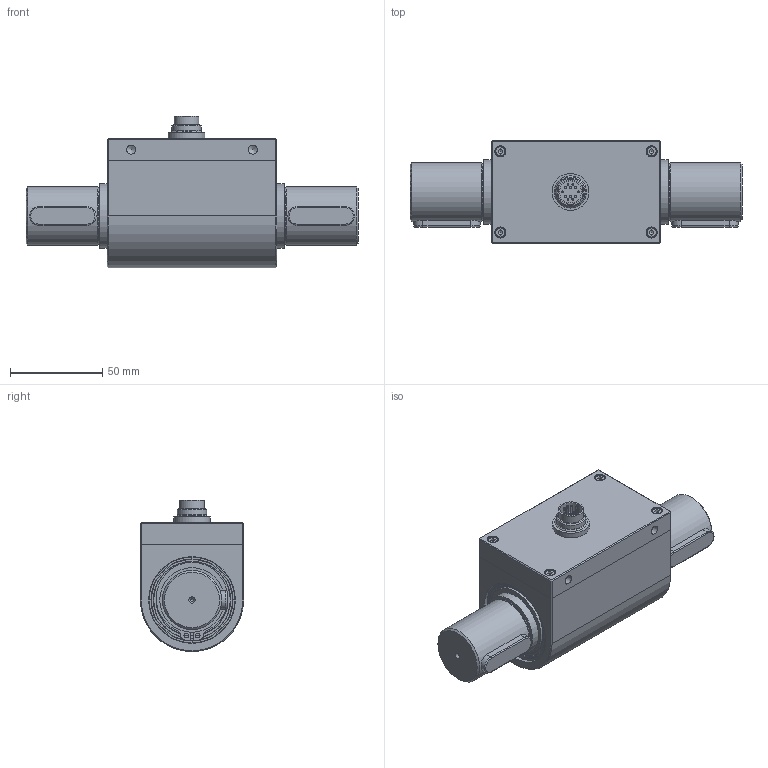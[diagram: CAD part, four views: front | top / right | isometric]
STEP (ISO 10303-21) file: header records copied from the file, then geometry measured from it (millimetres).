
FILE_DESCRIPTION( ( 'Unknown' ), '1' );
FILE_NAME( 'Dr20-200-500Nm.stp', 'Unknown', ( 'Unknown' ), ( 'Unknown' ), 'PSStep 17.0.49', 'Unknown', ' ' );
FILE_SCHEMA( ( 'AUTOMOTIVE_DESIGN { 1 0 10303 214 1 1 1 1 }' ) );
Length unit declared in the file: millimetre
Products named in the file (28): 1915-b02_doc-00056413-oa1; 1042-003_doc-00053573; INA-35x47x7-61807 2Z; Sicherungsring DIN 472-47x1,75-T1-oa0; 1915-b03_doc-00056452; 1915-003_doc-00056442; flanschstecker 12-polig serie 723; mutter m18x1,5_doc-00005961; Zylinderschraube DIN 912-M3x12; Zylinderschraube DIN 912-M3x12-oa6; Zylinderschraube DIN 912-M3x12-oa7; Zylinderschraube DIN 912-M3x12-oa8; 2151-b02_doc-00057875-oa5; 2151-001_doc-00057866; INA-35x47x7-61807 2Z-oa2; Paßfeder A10x8x36 DIN 6885; Paßfeder A10x8x36 DIN 6885-oa3; Sicherungsring DIN 471-35x1,5-T1; Sicherungsring DIN 471-35x1,5-T1-oa4; Assem1
Assembly tree (27 placements, depth 3):
  Assem1
    1915-b02_doc-00056413-oa1
      1042-003_doc-00053573
      INA-35x47x7-61807 2Z
      INA-35x47x7-61807 2Z
      INA-35x47x7-61807 2Z
      INA-35x47x7-61807 2Z
      INA-35x47x7-61807 2Z
      Sicherungsring DIN 472-47x1,75-T1-oa0
    2151-b02_doc-00057875-oa5
      2151-001_doc-00057866
      INA-35x47x7-61807 2Z-oa2
      INA-35x47x7-61807 2Z-oa2
      INA-35x47x7-61807 2Z-oa2
      INA-35x47x7-61807 2Z-oa2
      INA-35x47x7-61807 2Z-oa2
      Paßfeder A10x8x36 DIN 6885
      Paßfeder A10x8x36 DIN 6885-oa3
      Sicherungsring DIN 471-35x1,5-T1
      Sicherungsring DIN 471-35x1,5-T1-oa4
    1915-b03_doc-00056452
      1915-003_doc-00056442
      flanschstecker 12-polig serie 723
      mutter m18x1,5_doc-00005961
      Zylinderschraube DIN 912-M3x12
      Zylinderschraube DIN 912-M3x12-oa6
      Zylinderschraube DIN 912-M3x12-oa7
      Zylinderschraube DIN 912-M3x12-oa8
Bounding box: 180 x 56 x 82 mm (x, y, z)
Volume: 337608.8 mm3; surface area: 100311.7 mm2
Topology: 24 solids, 26 shells, 424 faces, 861 edges, 559 vertices
Faces by surface type: plane 187, cylinder 163, cone 42, torus 32
Full cylindrical faces by diameter (mm): 1 x24, 1.6 x2, 2.387 x4, 2.459 x4, 2.5 x2, 3 x8, 3.4 x4, 4.917 x6, 5.5 x4, 6 x4, 12 x1, 13.5 x1, 15 x1, 15.875 x1, 16.5 x1, 17.462 x1, 17.8 x1, 18 x1, 20 x2, 31 x2, 32 x2, 33 x1, 33.8 x1, 35 x5, 38.7 x4, 38.9 x4, 39 x4, 43.9 x4, 44.28 x4, 44.48 x4
Entity records: 13912 total; most frequent: DIRECTION 1876, CARTESIAN_POINT 1867, ORIENTED_EDGE 1228, AXIS2_PLACEMENT_3D 835, EDGE_LOOP 708, EDGE_CURVE 614, FACE_OUTER_BOUND 556, VERTEX_POINT 514
